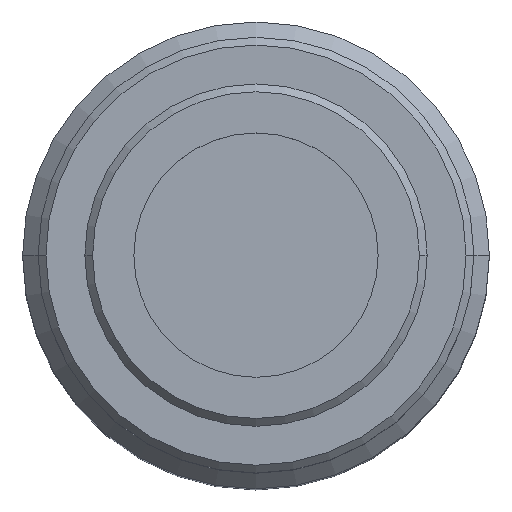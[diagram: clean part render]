
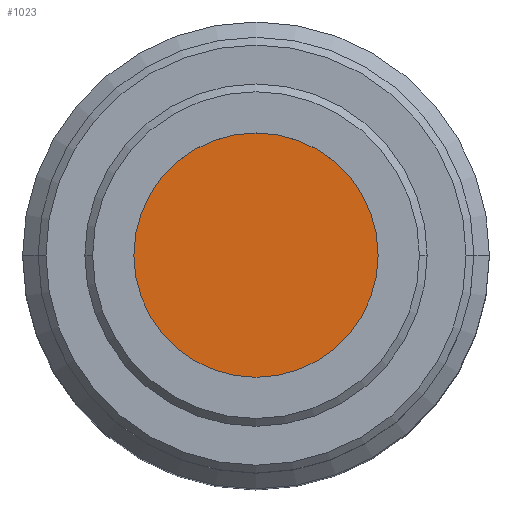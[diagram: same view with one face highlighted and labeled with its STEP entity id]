
A CAD part, top view. The second image highlights one B-rep face of the part: STEP entity #1023.
In plain terms, the highlighted planar face has unit normal (0, 0, 1).
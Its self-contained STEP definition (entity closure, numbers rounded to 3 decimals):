
#89 = DIRECTION ( 'NONE',  ( 1., 0., 0. ) ) ;
#90 = DIRECTION ( 'NONE',  ( 0., 0., 1. ) ) ;
#91 = CARTESIAN_POINT ( 'NONE',  ( 0., 0., 52.75 ) ) ;
#129 = CARTESIAN_POINT ( 'NONE',  ( -7.85, 0., 52.75 ) ) ;
#151 = CARTESIAN_POINT ( 'NONE',  ( 7.85, 0., 52.75 ) ) ;
#182 = DIRECTION ( 'NONE',  ( 1., 0., 0. ) ) ;
#183 = DIRECTION ( 'NONE',  ( 0., 0., 1. ) ) ;
#186 = PLANE ( 'NONE',  #1201 ) ;
#188 = CARTESIAN_POINT ( 'NONE',  ( 0., 0., 52.75 ) ) ;
#774 = DIRECTION ( 'NONE',  ( 0., 0., 1. ) ) ;
#775 = CARTESIAN_POINT ( 'NONE',  ( 0., 0., 52.75 ) ) ;
#777 = DIRECTION ( 'NONE',  ( 1., 0., 0. ) ) ;
#884 = FACE_OUTER_BOUND ( 'NONE', #2099, .T. ) ;
#1023 = ADVANCED_FACE ( 'NONE', ( #884 ), #186, .T. ) ;
#1180 = AXIS2_PLACEMENT_3D ( 'NONE', #775, #774, #777 ) ;
#1196 = AXIS2_PLACEMENT_3D ( 'NONE', #91, #90, #89 ) ;
#1201 = AXIS2_PLACEMENT_3D ( 'NONE', #188, #183, #182 ) ;
#1370 = CIRCLE ( 'NONE', #1196, 7.85 ) ;
#1430 = CIRCLE ( 'NONE', #1180, 7.85 ) ;
#1650 = VERTEX_POINT ( 'NONE', #151 ) ;
#1705 = VERTEX_POINT ( 'NONE', #129 ) ;
#1852 = ORIENTED_EDGE ( 'NONE', *, *, #2346, .T. ) ;
#1855 = ORIENTED_EDGE ( 'NONE', *, *, #2397, .T. ) ;
#2099 = EDGE_LOOP ( 'NONE', ( #1855, #1852 ) ) ;
#2346 = EDGE_CURVE ( 'NONE', #1705, #1650, #1370, .T. ) ;
#2397 = EDGE_CURVE ( 'NONE', #1650, #1705, #1430, .T. ) ;
